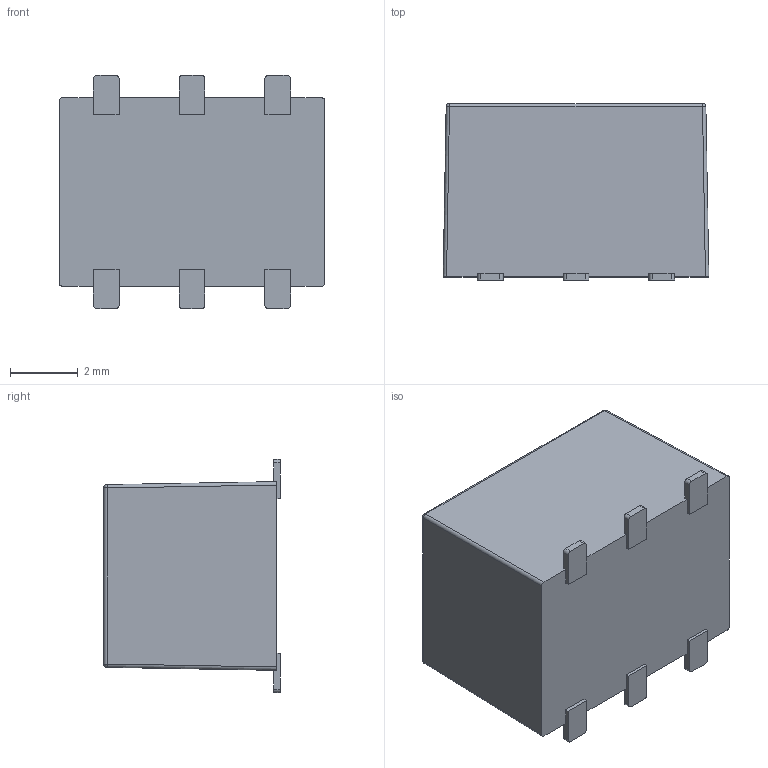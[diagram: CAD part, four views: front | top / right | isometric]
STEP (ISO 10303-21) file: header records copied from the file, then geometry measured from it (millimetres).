
FILE_DESCRIPTION (( 'STEP AP214' ), '1' );
FILE_NAME ('ADT4-6T+.STEP', '2023-05-03T10:00:16', ( '' ), ( '' ), 'SwSTEP 2.0', 'SolidWorks 2022', '' );
FILE_SCHEMA (( 'AUTOMOTIVE_DESIGN' ));
Length unit declared in the file: millimetre
Products named in the file (1): ADT4-6T+
Bounding box: 7.87 x 5.23 x 6.91 mm (x, y, z)
Volume: 220.3 mm3; surface area: 228.9 mm2
Topology: 1 solids, 1 shells, 69 faces, 186 edges, 120 vertices
Faces by surface type: plane 43, cylinder 22, sphere 4
Entity records: 2651 total; most frequent: CARTESIAN_POINT 388, ORIENTED_EDGE 372, DIRECTION 362, EDGE_CURVE 186, VECTOR 142, LINE 142, VERTEX_POINT 120, AXIS2_PLACEMENT_3D 110
